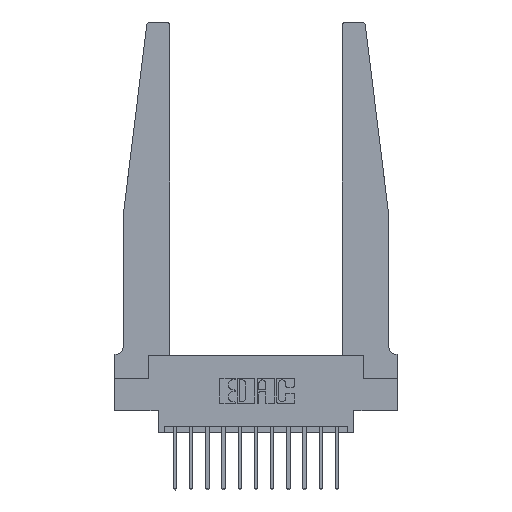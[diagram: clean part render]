
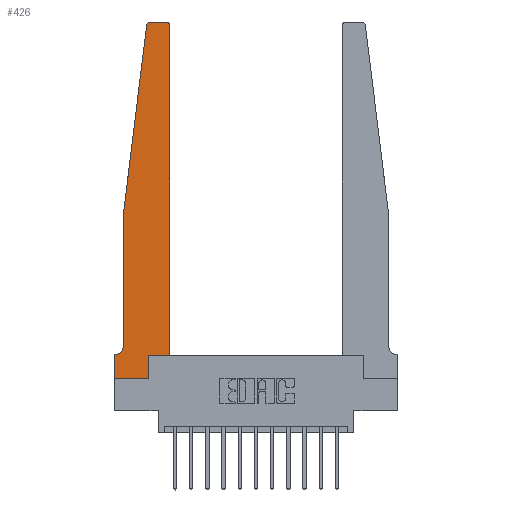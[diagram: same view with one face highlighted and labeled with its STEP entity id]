
A CAD part, top view. The second image highlights one B-rep face of the part: STEP entity #426.
In plain terms, the highlighted planar face has unit normal (0, 0, 1).
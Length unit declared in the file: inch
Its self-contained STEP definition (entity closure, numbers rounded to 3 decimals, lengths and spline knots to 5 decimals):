
#140 = EDGE_CURVE ( 'NONE', #12410, #7033, #7778, .T. ) ;
#269 = DIRECTION ( 'NONE',  ( 1., 0., 0. ) ) ;
#325 = CARTESIAN_POINT ( 'NONE',  ( 0.065, 1.25, 0.37 ) ) ;
#347 = VERTEX_POINT ( 'NONE', #14063 ) ;
#426 = ADVANCED_FACE ( 'NONE', ( #3042 ), #5495, .T. ) ;
#615 = VECTOR ( 'NONE', #8952, 39.37008 ) ;
#1060 = ORIENTED_EDGE ( 'NONE', *, *, #16115, .T. ) ;
#1091 = ORIENTED_EDGE ( 'NONE', *, *, #5992, .T. ) ;
#1108 = CARTESIAN_POINT ( 'NONE',  ( 0.425, 0.18, 0.37 ) ) ;
#1532 = ORIENTED_EDGE ( 'NONE', *, *, #4917, .T. ) ;
#1534 = CARTESIAN_POINT ( 'NONE',  ( 0., 0., 0.37 ) ) ;
#1542 = EDGE_CURVE ( 'NONE', #7033, #9675, #10697, .T. ) ;
#2019 = EDGE_LOOP ( 'NONE', ( #8226, #7348, #1060, #10634, #13567, #14395, #9689, #3633, #1091, #11156, #3678, #1532 ) ) ;
#2074 = CIRCLE ( 'NONE', #7479, 0.05 ) ;
#2155 = DIRECTION ( 'NONE',  ( 0., -1., 0. ) ) ;
#2727 = CARTESIAN_POINT ( 'NONE',  ( 0.015, 0.2375, 0.37 ) ) ;
#2732 = LINE ( 'NONE', #7934, #12334 ) ;
#2733 = DIRECTION ( 'NONE',  ( 1., 0., 0. ) ) ;
#2751 = CARTESIAN_POINT ( 'NONE',  ( 0.015, 0.1875, 0.37 ) ) ;
#3042 = FACE_OUTER_BOUND ( 'NONE', #2019, .T. ) ;
#3279 = DIRECTION ( 'NONE',  ( 0., -1., 0. ) ) ;
#3448 = AXIS2_PLACEMENT_3D ( 'NONE', #12955, #6747, #15455 ) ;
#3588 = CARTESIAN_POINT ( 'NONE',  ( 0.2605, 0.18, 0.37 ) ) ;
#3633 = ORIENTED_EDGE ( 'NONE', *, *, #5440, .T. ) ;
#3656 = VECTOR ( 'NONE', #7484, 39.37008 ) ;
#3678 = ORIENTED_EDGE ( 'NONE', *, *, #1542, .T. ) ;
#3929 = LINE ( 'NONE', #6481, #13522 ) ;
#3991 = DIRECTION ( 'NONE',  ( -1., 0., 0. ) ) ;
#4305 = DIRECTION ( 'NONE',  ( -1., 0., 0. ) ) ;
#4391 = CARTESIAN_POINT ( 'NONE',  ( 0.065, 0.2375, 0.37 ) ) ;
#4917 = EDGE_CURVE ( 'NONE', #9675, #10869, #7298, .T. ) ;
#4926 = VERTEX_POINT ( 'NONE', #7806 ) ;
#5003 = VECTOR ( 'NONE', #15217, 39.37008 ) ;
#5440 = EDGE_CURVE ( 'NONE', #7037, #9588, #3929, .T. ) ;
#5495 = PLANE ( 'NONE',  #3448 ) ;
#5885 = CARTESIAN_POINT ( 'NONE',  ( 0.065, 1.25, 0.37 ) ) ;
#5992 = EDGE_CURVE ( 'NONE', #9588, #12410, #2732, .T. ) ;
#6275 = EDGE_CURVE ( 'NONE', #347, #4926, #12138, .T. ) ;
#6481 = CARTESIAN_POINT ( 'NONE',  ( 0., 0., 0.37 ) ) ;
#6539 = VECTOR ( 'NONE', #4305, 39.37008 ) ;
#6747 = DIRECTION ( 'NONE',  ( 0., 0., 1. ) ) ;
#6949 = CARTESIAN_POINT ( 'NONE',  ( 0.25, 2.75, 0.37 ) ) ;
#7033 = VERTEX_POINT ( 'NONE', #14062 ) ;
#7037 = VERTEX_POINT ( 'NONE', #1534 ) ;
#7203 = EDGE_CURVE ( 'NONE', #15122, #12769, #15395, .T. ) ;
#7275 = DIRECTION ( 'NONE',  ( 0., 0., 1. ) ) ;
#7298 = CIRCLE ( 'NONE', #9143, 0.03 ) ;
#7348 = ORIENTED_EDGE ( 'NONE', *, *, #6275, .T. ) ;
#7479 = AXIS2_PLACEMENT_3D ( 'NONE', #2727, #11511, #3991 ) ;
#7484 = DIRECTION ( 'NONE',  ( 1., 0., 0. ) ) ;
#7691 = CARTESIAN_POINT ( 'NONE',  ( 0., 0.1875, 0.37 ) ) ;
#7699 = CARTESIAN_POINT ( 'NONE',  ( 0.425, 0.18, 0.37 ) ) ;
#7778 = LINE ( 'NONE', #1108, #3656 ) ;
#7806 = CARTESIAN_POINT ( 'NONE',  ( 0.24675, 2.72367, 0.37 ) ) ;
#7859 = DIRECTION ( 'NONE',  ( 0., 0., 1. ) ) ;
#7934 = CARTESIAN_POINT ( 'NONE',  ( 0.2605, 0.18, 0.37 ) ) ;
#8226 = ORIENTED_EDGE ( 'NONE', *, *, #13989, .T. ) ;
#8813 = CARTESIAN_POINT ( 'NONE',  ( 0.2605, 0., 0.37 ) ) ;
#8912 = CARTESIAN_POINT ( 'NONE',  ( 0.425, 2.72, 0.37 ) ) ;
#8952 = DIRECTION ( 'NONE',  ( 0., 1., 0. ) ) ;
#9143 = AXIS2_PLACEMENT_3D ( 'NONE', #15314, #7859, #269 ) ;
#9216 = EDGE_CURVE ( 'NONE', #14817, #14777, #12395, .T. ) ;
#9567 = AXIS2_PLACEMENT_3D ( 'NONE', #14748, #7275, #15989 ) ;
#9588 = VERTEX_POINT ( 'NONE', #8813 ) ;
#9675 = VERTEX_POINT ( 'NONE', #8912 ) ;
#9689 = ORIENTED_EDGE ( 'NONE', *, *, #15774, .T. ) ;
#10634 = ORIENTED_EDGE ( 'NONE', *, *, #7203, .T. ) ;
#10697 = LINE ( 'NONE', #7699, #615 ) ;
#10804 = CARTESIAN_POINT ( 'NONE',  ( 0.065, 1.25, 0.37 ) ) ;
#10869 = VERTEX_POINT ( 'NONE', #14231 ) ;
#11156 = ORIENTED_EDGE ( 'NONE', *, *, #140, .T. ) ;
#11511 = DIRECTION ( 'NONE',  ( 0., 0., -1. ) ) ;
#12111 = VECTOR ( 'NONE', #3279, 39.37008 ) ;
#12138 = CIRCLE ( 'NONE', #9567, 0.03 ) ;
#12334 = VECTOR ( 'NONE', #14207, 39.37008 ) ;
#12395 = LINE ( 'NONE', #12837, #6539 ) ;
#12410 = VERTEX_POINT ( 'NONE', #3588 ) ;
#12621 = LINE ( 'NONE', #13400, #13003 ) ;
#12769 = VERTEX_POINT ( 'NONE', #4391 ) ;
#12837 = CARTESIAN_POINT ( 'NONE',  ( 0.065, 0.1875, 0.37 ) ) ;
#12955 = CARTESIAN_POINT ( 'NONE',  ( 0., 0.1875, 0.37 ) ) ;
#13003 = VECTOR ( 'NONE', #2155, 39.37008 ) ;
#13400 = CARTESIAN_POINT ( 'NONE',  ( 0., 0., 0.37 ) ) ;
#13522 = VECTOR ( 'NONE', #2733, 39.37008 ) ;
#13567 = ORIENTED_EDGE ( 'NONE', *, *, #13701, .T. ) ;
#13701 = EDGE_CURVE ( 'NONE', #12769, #14817, #2074, .T. ) ;
#13989 = EDGE_CURVE ( 'NONE', #10869, #347, #14804, .T. ) ;
#14062 = CARTESIAN_POINT ( 'NONE',  ( 0.425, 0.18, 0.37 ) ) ;
#14063 = CARTESIAN_POINT ( 'NONE',  ( 0.27653, 2.75, 0.37 ) ) ;
#14207 = DIRECTION ( 'NONE',  ( 0., 1., 0. ) ) ;
#14231 = CARTESIAN_POINT ( 'NONE',  ( 0.395, 2.75, 0.37 ) ) ;
#14395 = ORIENTED_EDGE ( 'NONE', *, *, #9216, .T. ) ;
#14417 = VECTOR ( 'NONE', #14482, 39.37008 ) ;
#14482 = DIRECTION ( 'NONE',  ( -1., 0., 0. ) ) ;
#14748 = CARTESIAN_POINT ( 'NONE',  ( 0.27653, 2.72, 0.37 ) ) ;
#14777 = VERTEX_POINT ( 'NONE', #7691 ) ;
#14804 = LINE ( 'NONE', #6949, #14417 ) ;
#14817 = VERTEX_POINT ( 'NONE', #2751 ) ;
#14965 = LINE ( 'NONE', #325, #5003 ) ;
#15122 = VERTEX_POINT ( 'NONE', #5885 ) ;
#15217 = DIRECTION ( 'NONE',  ( -0.122, -0.992, 0. ) ) ;
#15314 = CARTESIAN_POINT ( 'NONE',  ( 0.395, 2.72, 0.37 ) ) ;
#15395 = LINE ( 'NONE', #10804, #12111 ) ;
#15455 = DIRECTION ( 'NONE',  ( 1., 0., 0. ) ) ;
#15774 = EDGE_CURVE ( 'NONE', #14777, #7037, #12621, .T. ) ;
#15989 = DIRECTION ( 'NONE',  ( 1., 0., 0. ) ) ;
#16115 = EDGE_CURVE ( 'NONE', #4926, #15122, #14965, .T. ) ;
